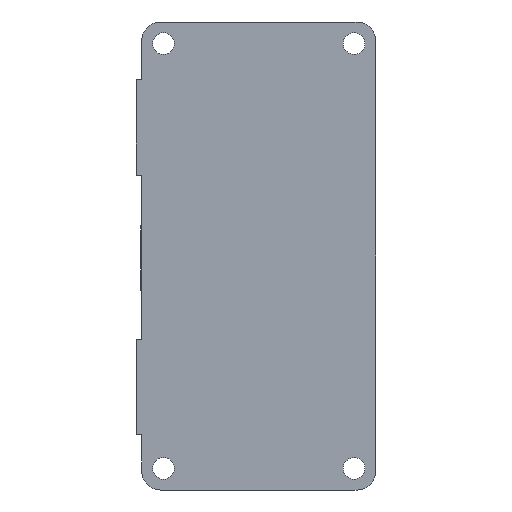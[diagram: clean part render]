
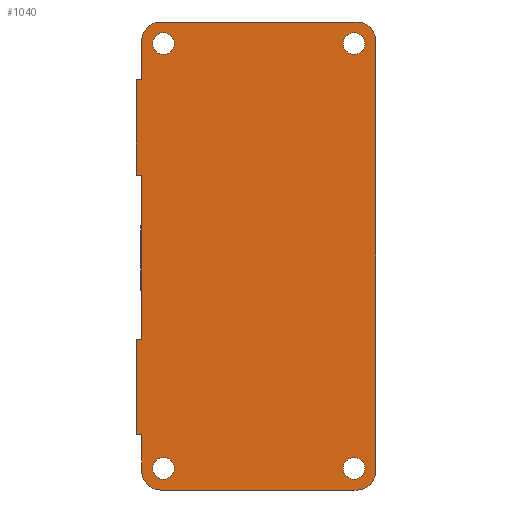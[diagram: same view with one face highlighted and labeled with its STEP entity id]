
A CAD part, front view. The second image highlights one B-rep face of the part: STEP entity #1040.
In plain terms, the highlighted planar face has unit normal (0, -1, 0).
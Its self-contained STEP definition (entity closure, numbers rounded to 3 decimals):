
#21=FACE_BOUND('',#164,.T.);
#22=FACE_BOUND('',#165,.T.);
#23=FACE_BOUND('',#166,.T.);
#24=FACE_BOUND('',#167,.T.);
#43=CIRCLE('',#1125,2.6);
#44=CIRCLE('',#1126,2.6);
#45=CIRCLE('',#1127,2.6);
#46=CIRCLE('',#1128,2.6);
#47=CIRCLE('',#1129,1.5);
#48=CIRCLE('',#1130,1.5);
#49=CIRCLE('',#1131,1.5);
#50=CIRCLE('',#1132,1.5);
#104=FACE_OUTER_BOUND('',#163,.T.);
#163=EDGE_LOOP('',(#858,#859,#860,#861,#862,#863,#864,#865,#866,#867,#868,
#869,#870,#871,#872,#873));
#164=EDGE_LOOP('',(#874));
#165=EDGE_LOOP('',(#875));
#166=EDGE_LOOP('',(#876));
#167=EDGE_LOOP('',(#877));
#251=LINE('',#1604,#366);
#255=LINE('',#1612,#370);
#261=LINE('',#1623,#376);
#263=LINE('',#1628,#378);
#268=LINE('',#1638,#383);
#271=LINE('',#1644,#386);
#275=LINE('',#1651,#390);
#278=LINE('',#1657,#393);
#279=LINE('',#1660,#394);
#281=LINE('',#1666,#396);
#282=LINE('',#1670,#397);
#283=LINE('',#1674,#398);
#366=VECTOR('',#1310,10.);
#370=VECTOR('',#1316,10.);
#376=VECTOR('',#1326,10.);
#378=VECTOR('',#1332,10.);
#383=VECTOR('',#1341,10.);
#386=VECTOR('',#1346,10.);
#390=VECTOR('',#1352,10.);
#393=VECTOR('',#1359,10.);
#394=VECTOR('',#1362,10.);
#396=VECTOR('',#1368,10.);
#397=VECTOR('',#1371,10.);
#398=VECTOR('',#1374,10.);
#475=VERTEX_POINT('',#1601);
#476=VERTEX_POINT('',#1603);
#479=VERTEX_POINT('',#1611);
#482=VERTEX_POINT('',#1622);
#483=VERTEX_POINT('',#1627);
#486=VERTEX_POINT('',#1637);
#488=VERTEX_POINT('',#1643);
#490=VERTEX_POINT('',#1650);
#491=VERTEX_POINT('',#1655);
#492=VERTEX_POINT('',#1659);
#493=VERTEX_POINT('',#1663);
#494=VERTEX_POINT('',#1665);
#495=VERTEX_POINT('',#1667);
#496=VERTEX_POINT('',#1669);
#497=VERTEX_POINT('',#1671);
#498=VERTEX_POINT('',#1673);
#499=VERTEX_POINT('',#1676);
#500=VERTEX_POINT('',#1678);
#501=VERTEX_POINT('',#1680);
#502=VERTEX_POINT('',#1682);
#593=EDGE_CURVE('',#475,#476,#251,.T.);
#597=EDGE_CURVE('',#476,#479,#255,.T.);
#603=EDGE_CURVE('',#479,#482,#261,.T.);
#605=EDGE_CURVE('',#482,#483,#263,.T.);
#610=EDGE_CURVE('',#483,#486,#268,.T.);
#613=EDGE_CURVE('',#486,#488,#271,.T.);
#617=EDGE_CURVE('',#488,#490,#275,.T.);
#620=EDGE_CURVE('',#491,#475,#278,.T.);
#621=EDGE_CURVE('',#490,#492,#279,.T.);
#623=EDGE_CURVE('',#493,#491,#43,.T.);
#624=EDGE_CURVE('',#494,#493,#281,.T.);
#625=EDGE_CURVE('',#495,#494,#44,.T.);
#626=EDGE_CURVE('',#496,#495,#282,.T.);
#627=EDGE_CURVE('',#497,#496,#45,.T.);
#628=EDGE_CURVE('',#498,#497,#283,.T.);
#629=EDGE_CURVE('',#492,#498,#46,.T.);
#630=EDGE_CURVE('',#499,#499,#47,.T.);
#631=EDGE_CURVE('',#500,#500,#48,.T.);
#632=EDGE_CURVE('',#501,#501,#49,.T.);
#633=EDGE_CURVE('',#502,#502,#50,.T.);
#858=ORIENTED_EDGE('',*,*,#620,.F.);
#859=ORIENTED_EDGE('',*,*,#623,.F.);
#860=ORIENTED_EDGE('',*,*,#624,.F.);
#861=ORIENTED_EDGE('',*,*,#625,.F.);
#862=ORIENTED_EDGE('',*,*,#626,.F.);
#863=ORIENTED_EDGE('',*,*,#627,.F.);
#864=ORIENTED_EDGE('',*,*,#628,.F.);
#865=ORIENTED_EDGE('',*,*,#629,.F.);
#866=ORIENTED_EDGE('',*,*,#621,.F.);
#867=ORIENTED_EDGE('',*,*,#617,.F.);
#868=ORIENTED_EDGE('',*,*,#613,.F.);
#869=ORIENTED_EDGE('',*,*,#610,.F.);
#870=ORIENTED_EDGE('',*,*,#605,.F.);
#871=ORIENTED_EDGE('',*,*,#603,.F.);
#872=ORIENTED_EDGE('',*,*,#597,.F.);
#873=ORIENTED_EDGE('',*,*,#593,.F.);
#874=ORIENTED_EDGE('',*,*,#630,.T.);
#875=ORIENTED_EDGE('',*,*,#631,.T.);
#876=ORIENTED_EDGE('',*,*,#632,.T.);
#877=ORIENTED_EDGE('',*,*,#633,.T.);
#961=PLANE('',#1124);
#1040=ADVANCED_FACE('',(#104,#21,#22,#23,#24),#961,.F.);
#1124=AXIS2_PLACEMENT_3D('',#1662,#1364,#1365);
#1125=AXIS2_PLACEMENT_3D('',#1664,#1366,#1367);
#1126=AXIS2_PLACEMENT_3D('',#1668,#1369,#1370);
#1127=AXIS2_PLACEMENT_3D('',#1672,#1372,#1373);
#1128=AXIS2_PLACEMENT_3D('',#1675,#1375,#1376);
#1129=AXIS2_PLACEMENT_3D('',#1677,#1377,#1378);
#1130=AXIS2_PLACEMENT_3D('',#1679,#1379,#1380);
#1131=AXIS2_PLACEMENT_3D('',#1681,#1381,#1382);
#1132=AXIS2_PLACEMENT_3D('',#1683,#1383,#1384);
#1310=DIRECTION('',(-1.,0.,0.));
#1316=DIRECTION('',(0.,0.,1.));
#1326=DIRECTION('',(1.,0.,0.));
#1332=DIRECTION('',(0.,0.,1.));
#1341=DIRECTION('',(-1.,0.,0.));
#1346=DIRECTION('',(0.,0.,1.));
#1352=DIRECTION('',(1.,0.,0.));
#1359=DIRECTION('',(0.,0.,1.));
#1362=DIRECTION('',(0.,0.,1.));
#1364=DIRECTION('center_axis',(0.,1.,0.));
#1365=DIRECTION('ref_axis',(1.,0.,0.));
#1366=DIRECTION('center_axis',(0.,1.,0.));
#1367=DIRECTION('ref_axis',(-0.707,0.,-0.707));
#1368=DIRECTION('',(-1.,0.,0.));
#1369=DIRECTION('center_axis',(0.,1.,0.));
#1370=DIRECTION('ref_axis',(0.707,0.,-0.707));
#1371=DIRECTION('',(0.,0.,-1.));
#1372=DIRECTION('center_axis',(0.,1.,0.));
#1373=DIRECTION('ref_axis',(0.707,0.,0.707));
#1374=DIRECTION('',(1.,0.,0.));
#1375=DIRECTION('center_axis',(0.,1.,0.));
#1376=DIRECTION('ref_axis',(-0.707,0.,0.707));
#1377=DIRECTION('center_axis',(0.,1.,0.));
#1378=DIRECTION('ref_axis',(-1.,0.,0.));
#1379=DIRECTION('center_axis',(0.,1.,0.));
#1380=DIRECTION('ref_axis',(-1.,0.,0.));
#1381=DIRECTION('center_axis',(0.,1.,0.));
#1382=DIRECTION('ref_axis',(-1.,0.,0.));
#1383=DIRECTION('center_axis',(0.,1.,0.));
#1384=DIRECTION('ref_axis',(-1.,0.,0.));
#1601=CARTESIAN_POINT('',(0.,0.,-57.1));
#1603=CARTESIAN_POINT('',(-0.77,0.,-57.1));
#1604=CARTESIAN_POINT('',(10.33,0.,-57.1));
#1611=CARTESIAN_POINT('',(-0.77,0.,-43.9));
#1612=CARTESIAN_POINT('',(-0.77,0.,-57.1));
#1622=CARTESIAN_POINT('',(0.,0.,-43.9));
#1623=CARTESIAN_POINT('',(-0.77,0.,-43.9));
#1627=CARTESIAN_POINT('',(0.,0.,-21.2));
#1628=CARTESIAN_POINT('',(0.,0.,-64.8));
#1637=CARTESIAN_POINT('',(-0.77,0.,-21.2));
#1638=CARTESIAN_POINT('',(10.33,0.,-21.2));
#1643=CARTESIAN_POINT('',(-0.77,0.,-8.));
#1644=CARTESIAN_POINT('',(-0.77,0.,-21.2));
#1650=CARTESIAN_POINT('',(0.,0.,-8.));
#1651=CARTESIAN_POINT('',(-0.77,0.,-8.));
#1655=CARTESIAN_POINT('',(0.,0.,-62.2));
#1657=CARTESIAN_POINT('',(0.,0.,-64.8));
#1659=CARTESIAN_POINT('',(0.,0.,-2.6));
#1660=CARTESIAN_POINT('',(0.,0.,-64.8));
#1662=CARTESIAN_POINT('Origin',(16.2,0.,-32.4));
#1663=CARTESIAN_POINT('',(2.6,0.,-64.8));
#1664=CARTESIAN_POINT('Origin',(2.6,0.,-62.2));
#1665=CARTESIAN_POINT('',(29.8,0.,-64.8));
#1666=CARTESIAN_POINT('',(32.4,0.,-64.8));
#1667=CARTESIAN_POINT('',(32.4,0.,-62.2));
#1668=CARTESIAN_POINT('Origin',(29.8,0.,-62.2));
#1669=CARTESIAN_POINT('',(32.4,0.,-2.6));
#1670=CARTESIAN_POINT('',(32.4,0.,0.));
#1671=CARTESIAN_POINT('',(29.8,0.,0.));
#1672=CARTESIAN_POINT('Origin',(29.8,0.,-2.6));
#1673=CARTESIAN_POINT('',(2.6,0.,0.));
#1674=CARTESIAN_POINT('',(0.,0.,0.));
#1675=CARTESIAN_POINT('Origin',(2.6,0.,-2.6));
#1676=CARTESIAN_POINT('',(30.9,0.,-3.));
#1677=CARTESIAN_POINT('Origin',(29.4,0.,-3.));
#1678=CARTESIAN_POINT('',(30.9,0.,-61.8));
#1679=CARTESIAN_POINT('Origin',(29.4,0.,-61.8));
#1680=CARTESIAN_POINT('',(4.5,0.,-3.));
#1681=CARTESIAN_POINT('Origin',(3.,0.,-3.));
#1682=CARTESIAN_POINT('',(4.5,0.,-61.8));
#1683=CARTESIAN_POINT('Origin',(3.,0.,-61.8));
